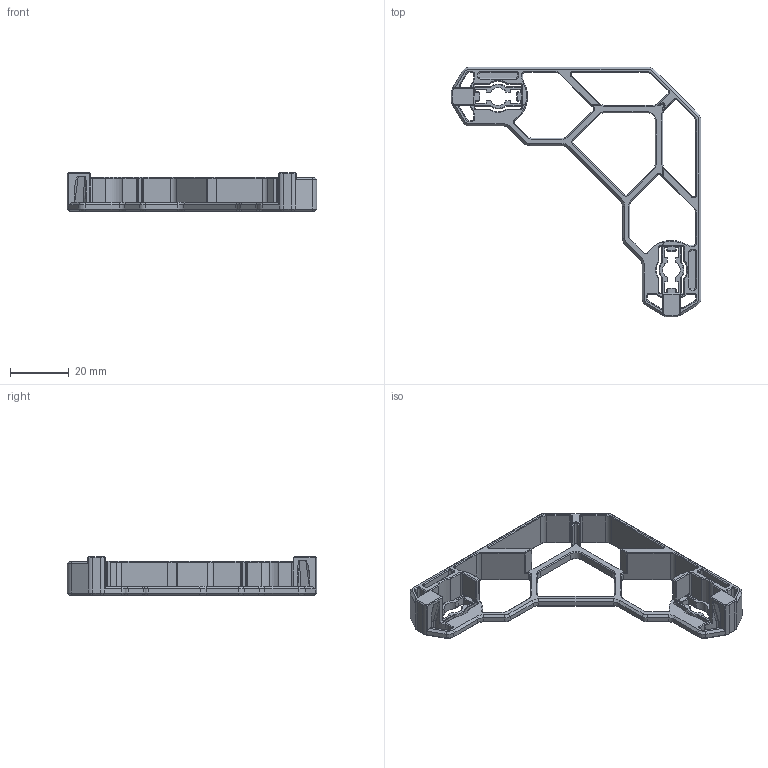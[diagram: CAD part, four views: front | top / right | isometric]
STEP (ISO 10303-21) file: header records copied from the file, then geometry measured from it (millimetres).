
FILE_DESCRIPTION (( 'STEP AP203' ), '1' );
FILE_NAME ('corner_lock_body_2060_8.5.STEP', '2020-10-22T19:45:38', ( '' ), ( '' ), 'SwSTEP 2.0', 'SolidWorks 2019', '' );
FILE_SCHEMA (( 'CONFIG_CONTROL_DESIGN' ));
Length unit declared in the file: millimetre
Products named in the file (1): corner_lock_body_2060_8.5
Bounding box: 85 x 85 x 13.1 mm (x, y, z)
Volume: 8574.3 mm3; surface area: 10074.4 mm2
Topology: 1 solids, 1 shells, 726 faces, 1790 edges, 1060 vertices
Faces by surface type: plane 390, cone 192, cylinder 132, bspline 12
Entity records: 21739 total; most frequent: CARTESIAN_POINT 4625, ORIENTED_EDGE 3580, DIRECTION 3523, EDGE_CURVE 1790, LINE 1201, VECTOR 1201, AXIS2_PLACEMENT_3D 1161, VERTEX_POINT 1060
